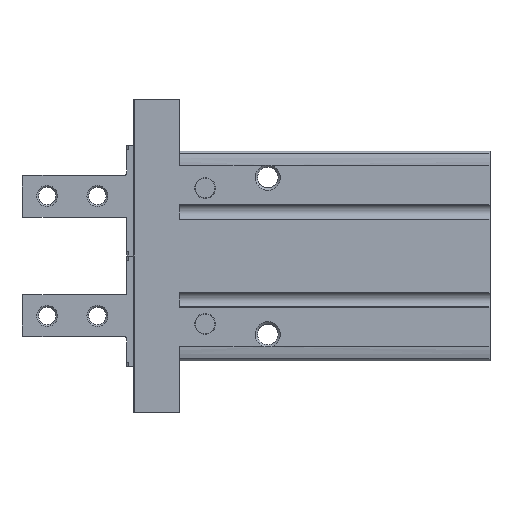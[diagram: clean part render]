
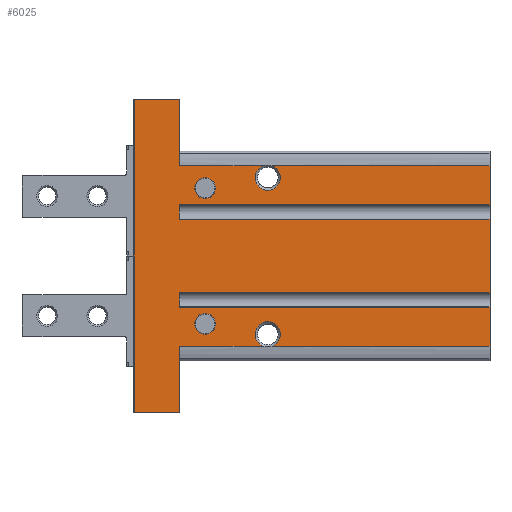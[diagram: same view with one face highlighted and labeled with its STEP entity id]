
A CAD part, left-side view. The second image highlights one B-rep face of the part: STEP entity #6025.
In plain terms, the highlighted face is planar.
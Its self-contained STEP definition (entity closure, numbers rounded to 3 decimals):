
#82=PLANE('',#6527);
#320=LINE('',#9195,#836);
#356=LINE('',#9349,#872);
#361=LINE('',#9373,#877);
#394=LINE('',#9516,#910);
#396=LINE('',#9521,#912);
#397=LINE('',#9529,#913);
#399=LINE('',#9534,#915);
#403=LINE('',#9548,#919);
#404=LINE('',#9550,#920);
#405=LINE('',#9552,#921);
#406=LINE('',#9553,#922);
#407=LINE('',#9555,#923);
#408=LINE('',#9557,#924);
#409=LINE('',#9559,#925);
#410=LINE('',#9561,#926);
#411=LINE('',#9563,#927);
#412=LINE('',#9565,#928);
#413=LINE('',#9567,#929);
#836=VECTOR('',#7209,1000.);
#872=VECTOR('',#7329,1000.);
#877=VECTOR('',#7348,1000.);
#910=VECTOR('',#7443,1000.);
#912=VECTOR('',#7447,1000.);
#913=VECTOR('',#7450,1000.);
#915=VECTOR('',#7454,1000.);
#919=VECTOR('',#7470,1000.);
#920=VECTOR('',#7471,1000.);
#921=VECTOR('',#7472,1000.);
#922=VECTOR('',#7473,1000.);
#923=VECTOR('',#7474,1000.);
#924=VECTOR('',#7475,1000.);
#925=VECTOR('',#7478,1000.);
#926=VECTOR('',#7479,1000.);
#927=VECTOR('',#7480,1000.);
#928=VECTOR('',#7481,1000.);
#929=VECTOR('',#7482,1000.);
#1588=ORIENTED_EDGE('',*,*,#3079,.F.);
#1589=ORIENTED_EDGE('',*,*,#3083,.F.);
#1590=ORIENTED_EDGE('',*,*,#3140,.T.);
#1591=ORIENTED_EDGE('',*,*,#3307,.F.);
#1592=ORIENTED_EDGE('',*,*,#3308,.T.);
#1593=ORIENTED_EDGE('',*,*,#3309,.T.);
#1594=ORIENTED_EDGE('',*,*,#3230,.T.);
#1595=ORIENTED_EDGE('',*,*,#3310,.F.);
#1596=ORIENTED_EDGE('',*,*,#3311,.T.);
#1597=ORIENTED_EDGE('',*,*,#3312,.T.);
#1598=ORIENTED_EDGE('',*,*,#3218,.T.);
#1599=ORIENTED_EDGE('',*,*,#3297,.F.);
#1600=ORIENTED_EDGE('',*,*,#3313,.F.);
#1601=ORIENTED_EDGE('',*,*,#3300,.F.);
#1602=ORIENTED_EDGE('',*,*,#3314,.F.);
#1603=ORIENTED_EDGE('',*,*,#3315,.F.);
#1604=ORIENTED_EDGE('',*,*,#3316,.T.);
#1605=ORIENTED_EDGE('',*,*,#3317,.T.);
#1606=ORIENTED_EDGE('',*,*,#3318,.F.);
#1607=ORIENTED_EDGE('',*,*,#3292,.T.);
#1608=ORIENTED_EDGE('',*,*,#3319,.F.);
#1609=ORIENTED_EDGE('',*,*,#3295,.T.);
#3079=EDGE_CURVE('',#3956,#3956,#4569,.T.);
#3083=EDGE_CURVE('',#3960,#3960,#4573,.T.);
#3140=EDGE_CURVE('',#4010,#4009,#320,.T.);
#3218=EDGE_CURVE('',#4086,#4085,#356,.T.);
#3230=EDGE_CURVE('',#4098,#4097,#361,.T.);
#3292=EDGE_CURVE('',#4149,#4147,#394,.T.);
#3295=EDGE_CURVE('',#4148,#4010,#396,.T.);
#3297=EDGE_CURVE('',#4151,#4085,#397,.T.);
#3300=EDGE_CURVE('',#4154,#4152,#399,.T.);
#3307=EDGE_CURVE('',#4159,#4009,#403,.T.);
#3308=EDGE_CURVE('',#4159,#4160,#404,.T.);
#3309=EDGE_CURVE('',#4160,#4098,#405,.T.);
#3310=EDGE_CURVE('',#4161,#4097,#406,.T.);
#3311=EDGE_CURVE('',#4161,#4162,#407,.T.);
#3312=EDGE_CURVE('',#4162,#4086,#408,.T.);
#3313=EDGE_CURVE('',#4152,#4151,#4665,.T.);
#3314=EDGE_CURVE('',#4163,#4154,#409,.T.);
#3315=EDGE_CURVE('',#4164,#4163,#410,.T.);
#3316=EDGE_CURVE('',#4164,#4165,#411,.T.);
#3317=EDGE_CURVE('',#4165,#4166,#412,.T.);
#3318=EDGE_CURVE('',#4149,#4166,#413,.T.);
#3319=EDGE_CURVE('',#4148,#4147,#4666,.F.);
#3956=VERTEX_POINT('',#9026);
#3960=VERTEX_POINT('',#9036);
#4009=VERTEX_POINT('',#9194);
#4010=VERTEX_POINT('',#9196);
#4085=VERTEX_POINT('',#9348);
#4086=VERTEX_POINT('',#9350);
#4097=VERTEX_POINT('',#9372);
#4098=VERTEX_POINT('',#9374);
#4147=VERTEX_POINT('',#9514);
#4148=VERTEX_POINT('',#9515);
#4149=VERTEX_POINT('',#9517);
#4151=VERTEX_POINT('',#9527);
#4152=VERTEX_POINT('',#9528);
#4154=VERTEX_POINT('',#9533);
#4159=VERTEX_POINT('',#9549);
#4160=VERTEX_POINT('',#9551);
#4161=VERTEX_POINT('',#9554);
#4162=VERTEX_POINT('',#9556);
#4163=VERTEX_POINT('',#9560);
#4164=VERTEX_POINT('',#9562);
#4165=VERTEX_POINT('',#9564);
#4166=VERTEX_POINT('',#9566);
#4569=CIRCLE('',#6404,2.5);
#4573=CIRCLE('',#6410,2.5);
#4665=CIRCLE('',#6528,3.);
#4666=CIRCLE('',#6529,3.);
#4944=EDGE_LOOP('',(#1588));
#4945=EDGE_LOOP('',(#1589));
#4946=EDGE_LOOP('',(#1590,#1591,#1592,#1593,#1594,#1595,#1596,#1597,#1598,
#1599,#1600,#1601,#1602,#1603,#1604,#1605,#1606,#1607,#1608,#1609));
#5420=FACE_BOUND('',#4944,.T.);
#5421=FACE_BOUND('',#4945,.T.);
#5422=FACE_BOUND('',#4946,.T.);
#6025=ADVANCED_FACE('',(#5420,#5421,#5422),#82,.F.);
#6404=AXIS2_PLACEMENT_3D('',#9025,#7110,#7111);
#6410=AXIS2_PLACEMENT_3D('',#9035,#7122,#7123);
#6527=AXIS2_PLACEMENT_3D('',#9547,#7468,#7469);
#6528=AXIS2_PLACEMENT_3D('',#9558,#7476,#7477);
#6529=AXIS2_PLACEMENT_3D('',#9568,#7483,#7484);
#7110=DIRECTION('',(0.,0.,1.));
#7111=DIRECTION('',(1.,0.,0.));
#7122=DIRECTION('',(0.,0.,1.));
#7123=DIRECTION('',(1.,0.,0.));
#7209=DIRECTION('',(1.,0.,0.));
#7329=DIRECTION('',(1.,0.,0.));
#7348=DIRECTION('',(1.,0.,0.));
#7443=DIRECTION('',(0.,-1.,0.));
#7447=DIRECTION('',(0.,-1.,0.));
#7450=DIRECTION('',(0.,-1.,0.));
#7454=DIRECTION('',(0.,-1.,0.));
#7468=DIRECTION('',(0.,0.,-1.));
#7469=DIRECTION('',(-1.,0.,0.));
#7470=DIRECTION('',(0.,-1.,0.));
#7471=DIRECTION('',(1.,0.,0.));
#7472=DIRECTION('',(0.,-1.,0.));
#7473=DIRECTION('',(0.,-1.,0.));
#7474=DIRECTION('',(1.,0.,0.));
#7475=DIRECTION('',(0.,-1.,0.));
#7476=DIRECTION('',(0.,0.,1.));
#7477=DIRECTION('',(1.,0.,0.));
#7478=DIRECTION('',(-1.,0.,0.));
#7479=DIRECTION('',(0.,-1.,0.));
#7480=DIRECTION('',(-1.,0.,0.));
#7481=DIRECTION('',(0.,-1.,0.));
#7482=DIRECTION('',(-1.,0.,0.));
#7483=DIRECTION('',(0.,0.,-1.));
#7484=DIRECTION('',(-1.,0.,0.));
#9025=CARTESIAN_POINT('',(-16.2,67.96,16.5));
#9026=CARTESIAN_POINT('',(-13.7,67.96,16.5));
#9035=CARTESIAN_POINT('',(16.2,67.96,16.5));
#9036=CARTESIAN_POINT('',(18.7,67.96,16.5));
#9194=CARTESIAN_POINT('',(-12.2,0.,16.5));
#9195=CARTESIAN_POINT('',(-21.5,0.,16.5));
#9196=CARTESIAN_POINT('',(-21.5,0.,16.5));
#9348=CARTESIAN_POINT('',(21.5,0.,16.5));
#9349=CARTESIAN_POINT('',(-21.5,0.,16.5));
#9350=CARTESIAN_POINT('',(12.2,0.,16.5));
#9372=CARTESIAN_POINT('',(8.8,0.,16.5));
#9373=CARTESIAN_POINT('',(-21.5,0.,16.5));
#9374=CARTESIAN_POINT('',(-8.8,0.,16.5));
#9514=CARTESIAN_POINT('',(-21.5,54.077,16.5));
#9515=CARTESIAN_POINT('',(-21.5,51.923,16.5));
#9516=CARTESIAN_POINT('',(-21.5,74.1,16.5));
#9517=CARTESIAN_POINT('',(-21.5,74.1,16.5));
#9521=CARTESIAN_POINT('',(-21.5,74.1,16.5));
#9527=CARTESIAN_POINT('',(21.5,51.923,16.5));
#9528=CARTESIAN_POINT('',(21.5,54.077,16.5));
#9529=CARTESIAN_POINT('',(21.5,74.1,16.5));
#9533=CARTESIAN_POINT('',(21.5,74.1,16.5));
#9534=CARTESIAN_POINT('',(21.5,74.1,16.5));
#9547=CARTESIAN_POINT('',(-21.5,74.1,16.5));
#9548=CARTESIAN_POINT('',(-12.2,74.1,16.5));
#9549=CARTESIAN_POINT('',(-12.2,74.1,16.5));
#9550=CARTESIAN_POINT('',(-12.2,74.1,16.5));
#9551=CARTESIAN_POINT('',(-8.8,74.1,16.5));
#9552=CARTESIAN_POINT('',(-8.8,74.1,16.5));
#9553=CARTESIAN_POINT('',(8.8,74.1,16.5));
#9554=CARTESIAN_POINT('',(8.8,74.1,16.5));
#9555=CARTESIAN_POINT('',(8.8,74.1,16.5));
#9556=CARTESIAN_POINT('',(12.2,74.1,16.5));
#9557=CARTESIAN_POINT('',(12.2,74.1,16.5));
#9558=CARTESIAN_POINT('',(18.7,53.,16.5));
#9559=CARTESIAN_POINT('',(37.3,74.1,16.5));
#9560=CARTESIAN_POINT('',(37.3,74.1,16.5));
#9561=CARTESIAN_POINT('',(37.3,84.9,16.5));
#9562=CARTESIAN_POINT('',(37.3,84.9,16.5));
#9563=CARTESIAN_POINT('',(37.3,84.9,16.5));
#9564=CARTESIAN_POINT('',(-37.3,84.9,16.5));
#9565=CARTESIAN_POINT('',(-37.3,84.9,16.5));
#9566=CARTESIAN_POINT('',(-37.3,74.1,16.5));
#9567=CARTESIAN_POINT('',(37.3,74.1,16.5));
#9568=CARTESIAN_POINT('',(-18.7,53.,16.5));
